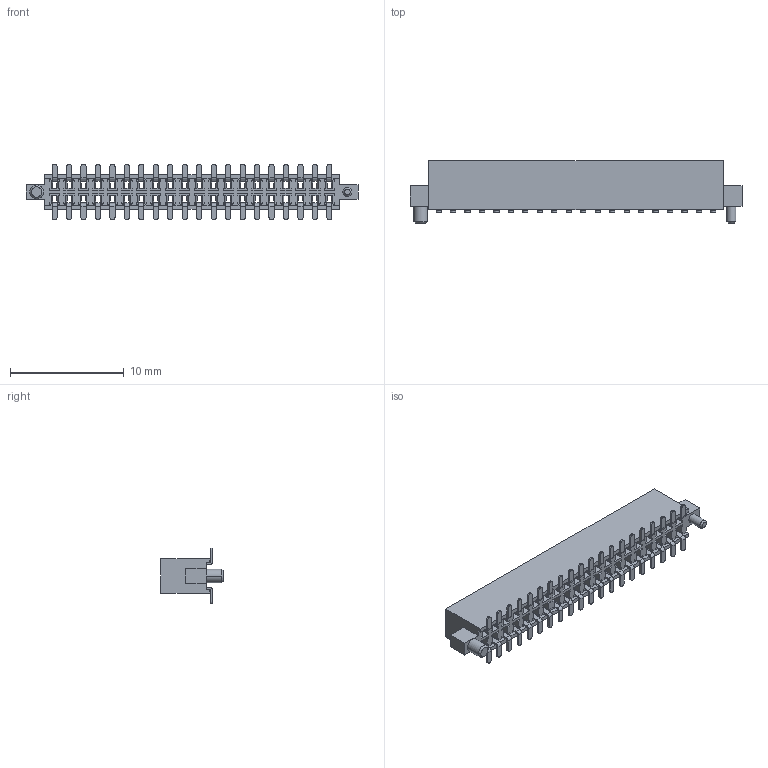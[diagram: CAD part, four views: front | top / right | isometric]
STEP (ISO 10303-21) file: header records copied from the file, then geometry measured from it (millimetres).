
FILE_DESCRIPTION((''),'2;1');
FILE_NAME('FFH12716-D60S1014K6M','2024-03-11T',('工程三'),(''),'PRO/ENGINEER BY PARAMETRIC TECHNOLOGY CORPORATION, 2010280','PRO/ENGINEER BY PARAMETRIC TECHNOLOGY CORPORATION, 2010280','');
FILE_SCHEMA(('CONFIG_CONTROL_DESIGN'));
Products named in the file (1): FFH12716-D60S1014K6M
Bounding box: 29.15 x 5.5 x 4.9 mm (x, y, z)
Volume: 226.6 mm3; surface area: 1308 mm2
Topology: 1 solids, 1 shells, 2308 faces, 6988 edges, 4524 vertices
Faces by surface type: plane 1700, cylinder 604, cone 4
Entity records: 77850 total; most frequent: ORIENTED_EDGE 13976, CARTESIAN_POINT 13820, DIRECTION 12816, EDGE_CURVE 6988, VECTOR 5776, LINE 5776, VERTEX_POINT 4524, AXIS2_PLACEMENT_3D 3520
